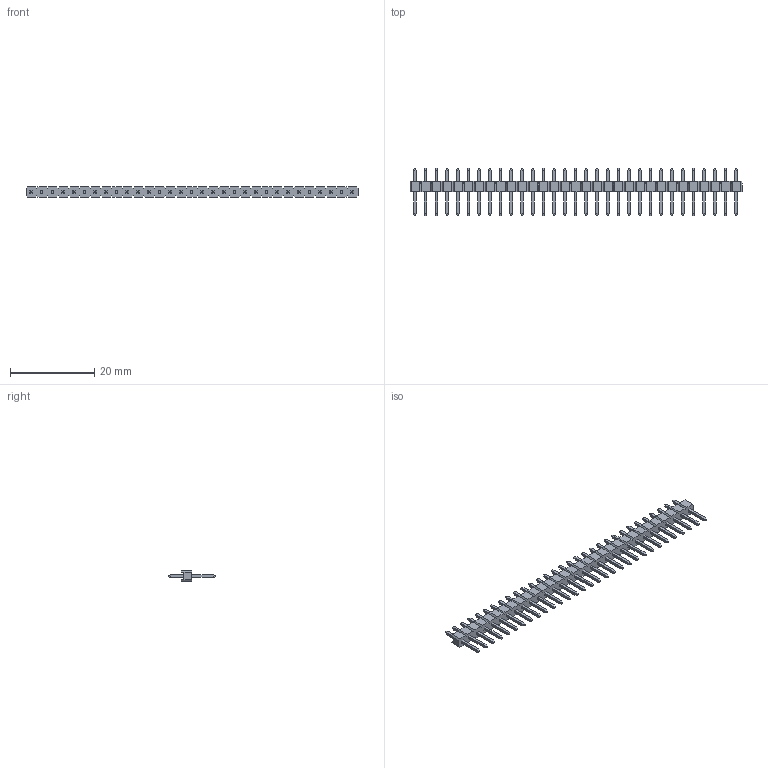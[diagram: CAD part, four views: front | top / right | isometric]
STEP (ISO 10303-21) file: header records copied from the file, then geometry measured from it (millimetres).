
FILE_DESCRIPTION(('STEP AP214'),'1');
FILE_NAME(' ',' ',('TraceParts'),('TraceParts S.A.'),'XStep 1.0',' ',' ');
FILE_SCHEMA(('automotive_design'));
Length unit declared in the file: millimetre
Products named in the file (1): 1
Bounding box: 78.74 x 11.2 x 2.5 mm (x, y, z)
Volume: 491.9 mm3; surface area: 1648.7 mm2
Topology: 1 solids, 1 shells, 930 faces, 2350 edges, 1484 vertices
Faces by surface type: plane 930
Entity records: 53616 total; most frequent: CARTESIAN_POINT 4765, STYLED_ITEM 4764, PRESENTATION_STYLE_ASSIGNMENT 4764, COLOUR_RGB 4764, ORIENTED_EDGE 4700, DIRECTION 4212, EDGE_CURVE 2350, CURVE_STYLE 2350
